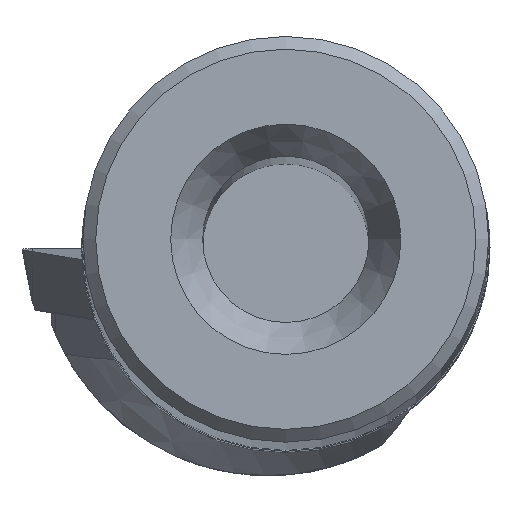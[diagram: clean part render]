
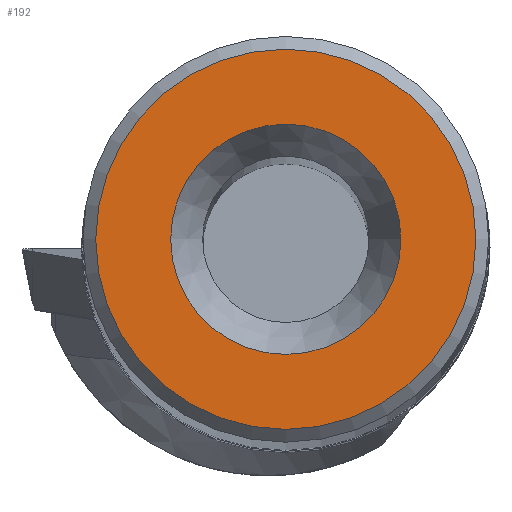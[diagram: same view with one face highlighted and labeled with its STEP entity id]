
A CAD part, top view. The second image highlights one B-rep face of the part: STEP entity #192.
In plain terms, the highlighted planar face has unit normal (0, 0, 1).
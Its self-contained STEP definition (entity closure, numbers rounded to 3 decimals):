
#192=ADVANCED_FACE('',(#374,#375),#226,.T.);
#226=PLANE('',#997);
#374=FACE_BOUND('',#420,.T.);
#375=FACE_BOUND('',#421,.T.);
#420=EDGE_LOOP('',(#562));
#421=EDGE_LOOP('',(#563));
#562=ORIENTED_EDGE('',*,*,#816,.F.);
#563=ORIENTED_EDGE('',*,*,#814,.T.);
#723=VERTEX_POINT('',#1605);
#725=VERTEX_POINT('',#1611);
#814=EDGE_CURVE('',#723,#723,#863,.T.);
#816=EDGE_CURVE('',#725,#725,#865,.T.);
#863=CIRCLE('',#992,7.43);
#865=CIRCLE('',#996,4.5);
#992=AXIS2_PLACEMENT_3D('',#1604,#1180,#1181);
#996=AXIS2_PLACEMENT_3D('',#1610,#1188,#1189);
#997=AXIS2_PLACEMENT_3D('',#1612,#1190,#1191);
#1180=DIRECTION('',(0.,0.,1.));
#1181=DIRECTION('',(1.,0.,0.));
#1188=DIRECTION('',(0.,0.,1.));
#1189=DIRECTION('',(1.,0.,0.));
#1190=DIRECTION('',(0.,0.,1.));
#1191=DIRECTION('',(1.,0.,0.));
#1604=CARTESIAN_POINT('',(0.,0.,0.));
#1605=CARTESIAN_POINT('',(7.43,0.,0.));
#1610=CARTESIAN_POINT('',(0.,0.,0.));
#1611=CARTESIAN_POINT('',(4.5,0.,0.));
#1612=CARTESIAN_POINT('',(0.,0.,0.));
